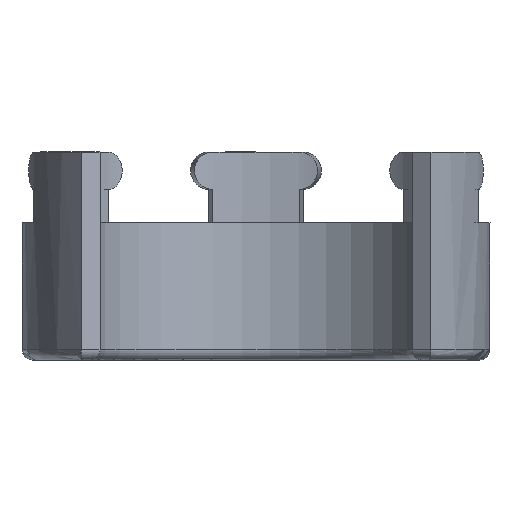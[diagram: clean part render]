
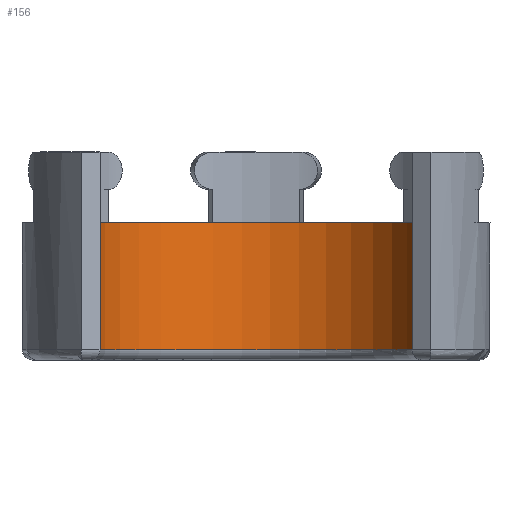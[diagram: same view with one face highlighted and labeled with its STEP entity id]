
A CAD part, left-side view. The second image highlights one B-rep face of the part: STEP entity #156.
In plain terms, the highlighted cylindrical face has radius 8.1 mm (diameter 16.2 mm), a partial arc.
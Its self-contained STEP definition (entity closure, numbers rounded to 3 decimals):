
#156 = ADVANCED_FACE( '', ( #317 ), #318, .F. );
#317 = FACE_OUTER_BOUND( '', #684, .T. );
#318 = CYLINDRICAL_SURFACE( '', #685, 8.1 );
#684 = EDGE_LOOP( '', ( #1769, #1770, #1771, #1772 ) );
#685 = AXIS2_PLACEMENT_3D( '', #1773, #1774, #1775 );
#1769 = ORIENTED_EDGE( '', *, *, #1976, .T. );
#1770 = ORIENTED_EDGE( '', *, *, #1918, .T. );
#1771 = ORIENTED_EDGE( '', *, *, #1942, .T. );
#1772 = ORIENTED_EDGE( '', *, *, #2012, .T. );
#1773 = CARTESIAN_POINT( '', ( 0., 0., 60. ) );
#1774 = DIRECTION( '', ( 0., 0., -1. ) );
#1775 = DIRECTION( '', ( 0., 1., 0. ) );
#1918 = EDGE_CURVE( '', #2141, #2146, #2148, .T. );
#1942 = EDGE_CURVE( '', #2146, #2182, #2183, .T. );
#1976 = EDGE_CURVE( '', #2229, #2141, #2230, .F. );
#2012 = EDGE_CURVE( '', #2182, #2229, #2280, .T. );
#2141 = VERTEX_POINT( '', #2701 );
#2146 = VERTEX_POINT( '', #2711 );
#2148 = CIRCLE( '', #2718, 8.1 );
#2182 = VERTEX_POINT( '', #2812 );
#2183 = LINE( '', #2813, #2814 );
#2229 = VERTEX_POINT( '', #2877 );
#2230 = LINE( '', #2878, #2879 );
#2280 = CIRCLE( '', #3040, 8.1 );
#2701 = CARTESIAN_POINT( '', ( -3.059, 7.5, -6.1 ) );
#2711 = CARTESIAN_POINT( '', ( -3.059, -7.5, -6.1 ) );
#2718 = AXIS2_PLACEMENT_3D( '', #3452, #3453, #3454 );
#2812 = CARTESIAN_POINT( '', ( -3.059, -7.5, 0. ) );
#2813 = CARTESIAN_POINT( '', ( -3.059, -7.5, 60. ) );
#2814 = VECTOR( '', #3475, 1000. );
#2877 = CARTESIAN_POINT( '', ( -3.059, 7.5, 0. ) );
#2878 = CARTESIAN_POINT( '', ( -3.059, 7.5, 60. ) );
#2879 = VECTOR( '', #3514, 1000. );
#3040 = AXIS2_PLACEMENT_3D( '', #3550, #3551, #3552 );
#3452 = CARTESIAN_POINT( '', ( 0., 0., -6.1 ) );
#3453 = DIRECTION( '', ( 0., 0., -1. ) );
#3454 = DIRECTION( '', ( 0., -1., 0. ) );
#3475 = DIRECTION( '', ( 0., 0., 1. ) );
#3514 = DIRECTION( '', ( 0., 0., 1. ) );
#3550 = CARTESIAN_POINT( '', ( 0., 0., 0. ) );
#3551 = DIRECTION( '', ( 0., 0., 1. ) );
#3552 = DIRECTION( '', ( 0., 1., 0. ) );
